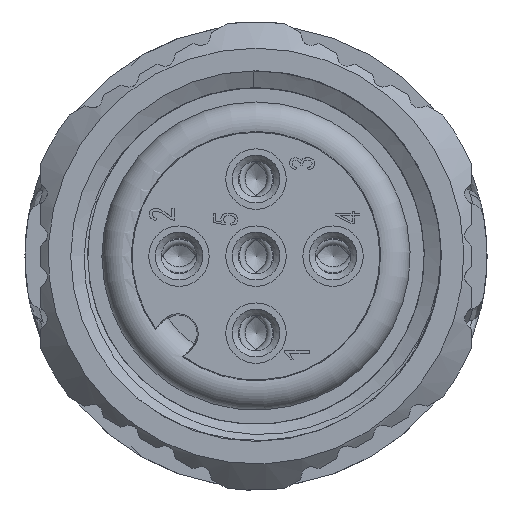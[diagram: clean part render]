
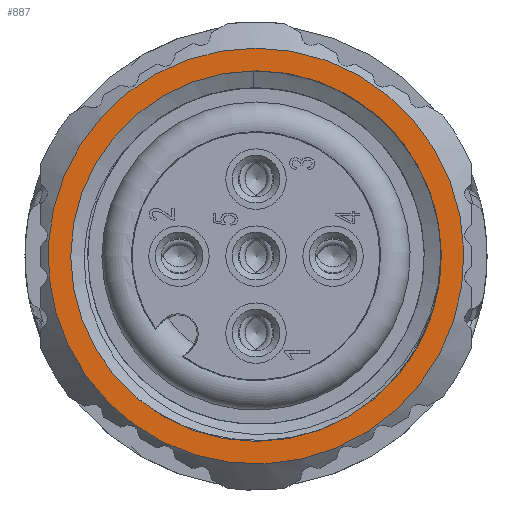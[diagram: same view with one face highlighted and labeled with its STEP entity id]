
A CAD part, front view. The second image highlights one B-rep face of the part: STEP entity #887.
In plain terms, the highlighted planar face has unit normal (0, -1, 0).
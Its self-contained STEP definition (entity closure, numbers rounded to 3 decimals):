
#181=PLANE('',#8820);
#887=ADVANCED_FACE('',(#2359,#2360),#181,.F.);
#1454=CIRCLE('',#8817,6.015);
#1455=CIRCLE('',#8819,6.75);
#2359=FACE_BOUND('',#2570,.T.);
#2360=FACE_BOUND('',#2571,.T.);
#2570=EDGE_LOOP('',(#3349));
#2571=EDGE_LOOP('',(#3350));
#3349=ORIENTED_EDGE('',*,*,#6780,.F.);
#3350=ORIENTED_EDGE('',*,*,#6781,.F.);
#5847=VERTEX_POINT('',#13423);
#5848=VERTEX_POINT('',#13426);
#6780=EDGE_CURVE('',#5847,#5847,#1454,.T.);
#6781=EDGE_CURVE('',#5848,#5848,#1455,.T.);
#8817=AXIS2_PLACEMENT_3D('',#13422,#9501,#9502);
#8819=AXIS2_PLACEMENT_3D('',#13425,#9505,#9506);
#8820=AXIS2_PLACEMENT_3D('',#13427,#9507,#9508);
#9501=DIRECTION('',(0.,-1.,0.));
#9502=DIRECTION('',(1.,0.,0.));
#9505=DIRECTION('',(0.,1.,0.));
#9506=DIRECTION('',(0.,0.,1.));
#9507=DIRECTION('',(0.,1.,0.));
#9508=DIRECTION('',(1.,0.,0.));
#13422=CARTESIAN_POINT('',(0.,-29.4,0.));
#13423=CARTESIAN_POINT('',(6.015,-29.4,0.));
#13425=CARTESIAN_POINT('',(0.,-29.4,0.));
#13426=CARTESIAN_POINT('',(0.,-29.4,6.75));
#13427=CARTESIAN_POINT('',(0.,-29.4,0.));
